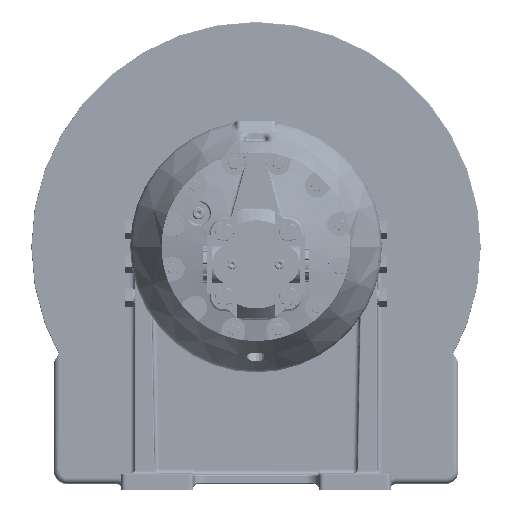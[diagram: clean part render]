
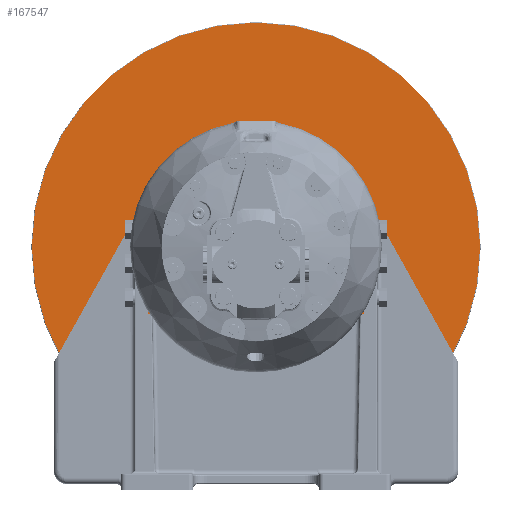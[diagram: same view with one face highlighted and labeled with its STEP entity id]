
A CAD part, top view. The second image highlights one B-rep face of the part: STEP entity #167547.
In plain terms, the highlighted planar face has unit normal (0, 0, 1).
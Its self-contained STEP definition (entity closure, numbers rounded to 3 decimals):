
#156204=CARTESIAN_POINT('',(0.,0.,-6.019));
#156205=DIRECTION('',(0.,0.,1.));
#156206=DIRECTION('',(-1.,0.,0.));
#156207=AXIS2_PLACEMENT_3D('',#156204,#156205,#156206);
#156209=CARTESIAN_POINT('',(0.,0.,-6.019));
#156210=DIRECTION('',(0.,0.,1.));
#156211=DIRECTION('',(1.,0.,0.));
#156212=AXIS2_PLACEMENT_3D('',#156209,#156210,#156211);
#156214=CARTESIAN_POINT('',(0.,0.,-6.019));
#156215=DIRECTION('',(0.,0.,-1.));
#156216=DIRECTION('',(1.,0.,0.));
#156217=AXIS2_PLACEMENT_3D('',#156214,#156215,#156216);
#156219=CARTESIAN_POINT('',(0.,0.,-6.019));
#156220=DIRECTION('',(0.,0.,-1.));
#156221=DIRECTION('',(-1.,0.,0.));
#156222=AXIS2_PLACEMENT_3D('',#156219,#156220,#156221);
#166054=CARTESIAN_POINT('',(-4.188,0.,-6.019));
#166055=VERTEX_POINT('',#166054);
#166056=CARTESIAN_POINT('',(4.188,0.,-6.019));
#166057=VERTEX_POINT('',#166056);
#166231=CARTESIAN_POINT('',(-12.469,0.,-6.019));
#166232=CARTESIAN_POINT('',(12.469,0.,-6.019));
#166233=VERTEX_POINT('',#166231);
#166234=VERTEX_POINT('',#166232);
#167531=CARTESIAN_POINT('',(0.,12.469,-6.019));
#167532=DIRECTION('',(0.,0.,-1.));
#167533=DIRECTION('',(-1.,0.,0.));
#167534=AXIS2_PLACEMENT_3D('',#167531,#167532,#167533);
#167535=PLANE('',#167534);
#167536=ORIENTED_EDGE('',*,*,#167514,.F.);
#167538=ORIENTED_EDGE('',*,*,#167537,.F.);
#167539=EDGE_LOOP('',(#167536,#167538));
#167540=FACE_OUTER_BOUND('',#167539,.F.);
#167542=ORIENTED_EDGE('',*,*,#167541,.F.);
#167544=ORIENTED_EDGE('',*,*,#167543,.F.);
#167545=EDGE_LOOP('',(#167542,#167544));
#167546=FACE_BOUND('',#167545,.F.);
#156208=CIRCLE('',#156207,12.469);
#156213=CIRCLE('',#156212,12.469);
#156218=CIRCLE('',#156217,4.188);
#156223=CIRCLE('',#156222,4.188);
#167514=EDGE_CURVE('',#166233,#166234,#156208,.T.);
#167537=EDGE_CURVE('',#166234,#166233,#156213,.T.);
#167541=EDGE_CURVE('',#166057,#166055,#156218,.T.);
#167543=EDGE_CURVE('',#166055,#166057,#156223,.T.);
#167547=ADVANCED_FACE('',(#167540,#167546),#167535,.F.);
